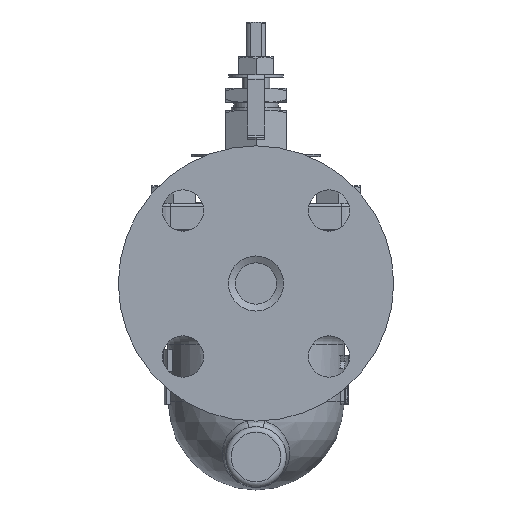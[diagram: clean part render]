
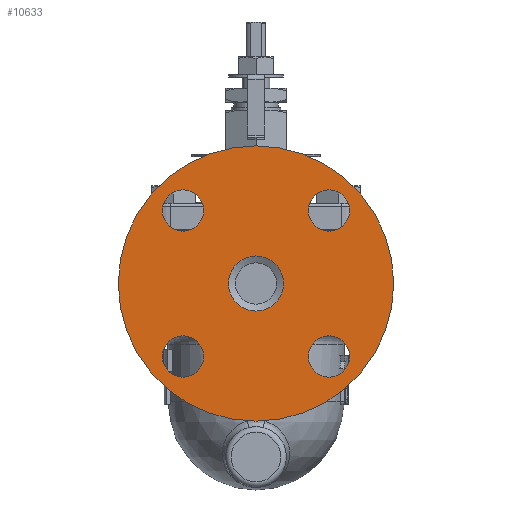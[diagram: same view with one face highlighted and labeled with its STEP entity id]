
A CAD part, left-side view. The second image highlights one B-rep face of the part: STEP entity #10633.
In plain terms, the highlighted planar face has unit normal (-1, 0, 0).
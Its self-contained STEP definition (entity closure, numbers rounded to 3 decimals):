
#804=FACE_BOUND('',#3327,.T.);
#805=FACE_BOUND('',#3328,.T.);
#806=FACE_BOUND('',#3329,.T.);
#807=FACE_BOUND('',#3330,.T.);
#808=FACE_BOUND('',#3331,.T.);
#2647=FACE_OUTER_BOUND('',#3326,.T.);
#3326=EDGE_LOOP('',(#7330));
#3327=EDGE_LOOP('',(#7331));
#3328=EDGE_LOOP('',(#7332));
#3329=EDGE_LOOP('',(#7333));
#3330=EDGE_LOOP('',(#7334));
#3331=EDGE_LOOP('',(#7335));
#4041=CIRCLE('',#11345,50.);
#4042=CIRCLE('',#11347,10.);
#4044=CIRCLE('',#11351,7.5);
#4045=CIRCLE('',#11353,7.5);
#4046=CIRCLE('',#11355,7.5);
#4047=CIRCLE('',#11357,7.5);
#4676=VERTEX_POINT('',#15753);
#4677=VERTEX_POINT('',#15757);
#4679=VERTEX_POINT('',#15765);
#4680=VERTEX_POINT('',#15769);
#4681=VERTEX_POINT('',#15773);
#4682=VERTEX_POINT('',#15777);
#5656=EDGE_CURVE('',#4676,#4676,#4041,.T.);
#5658=EDGE_CURVE('',#4677,#4677,#4042,.T.);
#5662=EDGE_CURVE('',#4679,#4679,#4044,.T.);
#5664=EDGE_CURVE('',#4680,#4680,#4045,.T.);
#5666=EDGE_CURVE('',#4681,#4681,#4046,.T.);
#5668=EDGE_CURVE('',#4682,#4682,#4047,.T.);
#7330=ORIENTED_EDGE('',*,*,#5656,.T.);
#7331=ORIENTED_EDGE('',*,*,#5658,.T.);
#7332=ORIENTED_EDGE('',*,*,#5662,.T.);
#7333=ORIENTED_EDGE('',*,*,#5664,.T.);
#7334=ORIENTED_EDGE('',*,*,#5666,.T.);
#7335=ORIENTED_EDGE('',*,*,#5668,.T.);
#10414=PLANE('',#11363);
#10633=ADVANCED_FACE('',(#2647,#804,#805,#806,#807,#808),#10414,.T.);
#11345=AXIS2_PLACEMENT_3D('',#15754,#12655,#12656);
#11347=AXIS2_PLACEMENT_3D('',#15758,#12660,#12661);
#11351=AXIS2_PLACEMENT_3D('',#15766,#12670,#12671);
#11353=AXIS2_PLACEMENT_3D('',#15770,#12675,#12676);
#11355=AXIS2_PLACEMENT_3D('',#15774,#12680,#12681);
#11357=AXIS2_PLACEMENT_3D('',#15778,#12685,#12686);
#11363=AXIS2_PLACEMENT_3D('',#15788,#12699,#12700);
#12655=DIRECTION('center_axis',(-1.,0.,0.));
#12656=DIRECTION('ref_axis',(0.,0.,
1.));
#12660=DIRECTION('center_axis',(1.,0.,0.));
#12661=DIRECTION('ref_axis',(0.,0.,
1.));
#12670=DIRECTION('center_axis',(1.,0.,0.));
#12671=DIRECTION('ref_axis',(0.,-1.,0.));
#12675=DIRECTION('center_axis',(1.,0.,0.));
#12676=DIRECTION('ref_axis',(0.,0.,
-1.));
#12680=DIRECTION('center_axis',(1.,0.,0.));
#12681=DIRECTION('ref_axis',(0.,1.,0.));
#12685=DIRECTION('center_axis',(1.,0.,0.));
#12686=DIRECTION('ref_axis',(0.,0.,
1.));
#12699=DIRECTION('center_axis',(-1.,0.,0.));
#12700=DIRECTION('ref_axis',(0.,0.,
1.));
#15753=CARTESIAN_POINT('',(-83.5,0.,-50.));
#15754=CARTESIAN_POINT('Origin',(-83.5,0.,
0.));
#15757=CARTESIAN_POINT('',(-83.5,0.,-10.));
#15758=CARTESIAN_POINT('Origin',(-83.5,0.,
0.));
#15765=CARTESIAN_POINT('',(-83.5,-19.017,-26.517));
#15766=CARTESIAN_POINT('Origin',(-83.5,-26.517,-26.517));
#15769=CARTESIAN_POINT('',(-83.5,26.517,-19.017));
#15770=CARTESIAN_POINT('Origin',(-83.5,26.517,-26.517));
#15773=CARTESIAN_POINT('',(-83.5,19.017,26.517));
#15774=CARTESIAN_POINT('Origin',(-83.5,26.517,26.517));
#15777=CARTESIAN_POINT('',(-83.5,-26.517,19.017));
#15778=CARTESIAN_POINT('Origin',(-83.5,-26.517,26.517));
#15788=CARTESIAN_POINT('Origin',(-83.5,0.,
0.));
